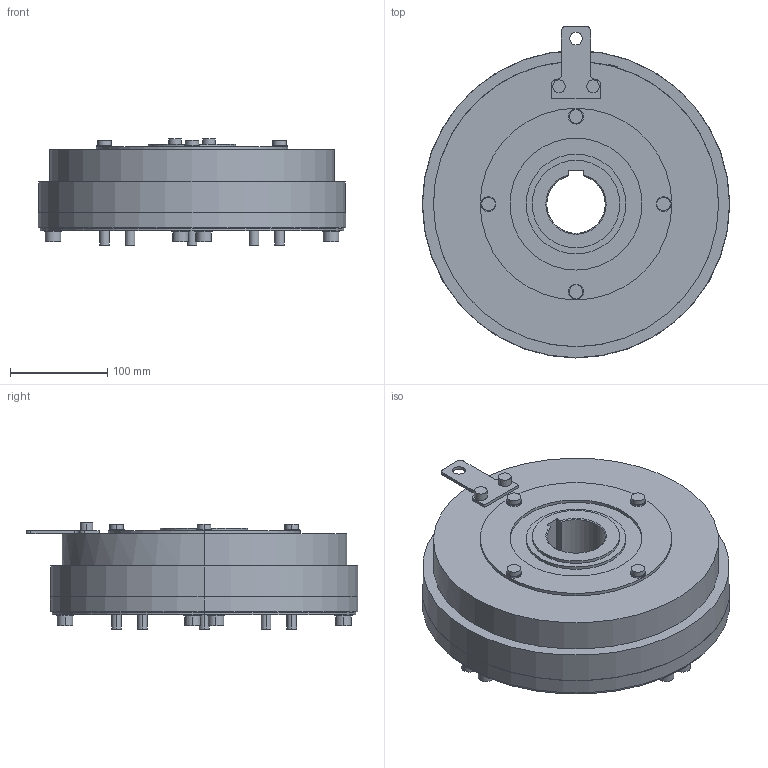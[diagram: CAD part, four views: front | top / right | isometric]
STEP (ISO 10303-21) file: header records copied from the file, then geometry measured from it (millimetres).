
FILE_DESCRIPTION (( 'STEP AP203' ), '1' );
FILE_NAME ('MMC 70E_23369300（１体用）.STEP', '2016-03-04T04:02:16', ( ' ' ), ( '' ), 'SwSTEP 2.0', 'SolidWorks 2009', '' );
FILE_SCHEMA (( 'CONFIG_CONTROL_DESIGN' ));
Length unit declared in the file: millimetre
Products named in the file (1): MMC 70E_23369300（１体用）
Bounding box: 316 x 341 x 109 mm (x, y, z)
Volume: 5367018.6 mm3; surface area: 368984.6 mm2
Topology: 1 solids, 1 shells, 215 faces, 490 edges, 321 vertices
Faces by surface type: cylinder 141, plane 64, cone 8, sphere 2
Entity records: 6371 total; most frequent: DIRECTION 1224, CARTESIAN_POINT 1113, ORIENTED_EDGE 980, AXIS2_PLACEMENT_3D 524, EDGE_CURVE 490, VERTEX_POINT 321, CIRCLE 308, EDGE_LOOP 271
